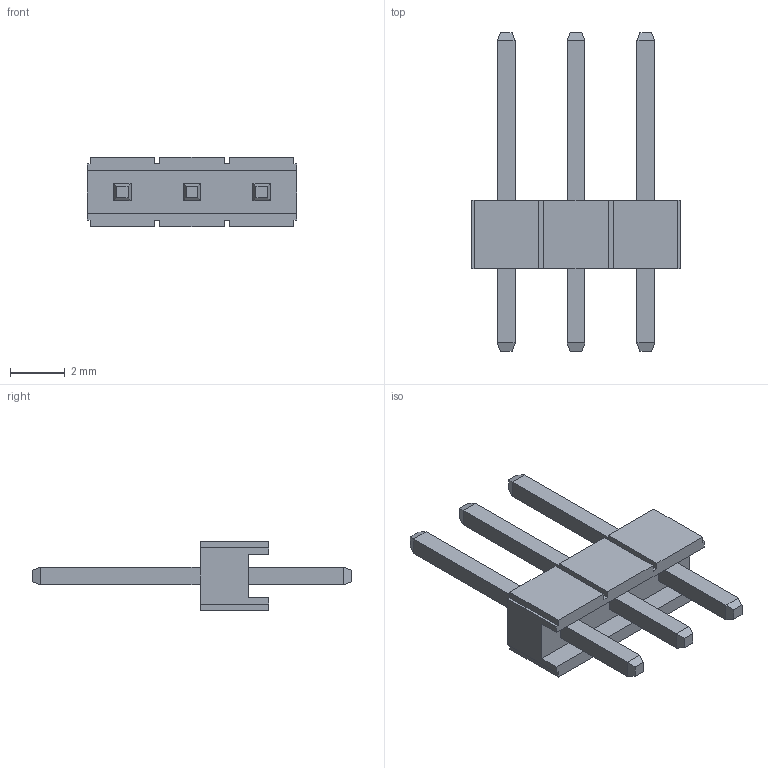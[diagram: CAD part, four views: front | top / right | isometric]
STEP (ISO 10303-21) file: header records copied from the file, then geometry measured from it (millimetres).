
FILE_DESCRIPTION (( 'STEP AP214' ), '1' );
FILE_NAME ('DS1021-1_3SF1-1.STEP', '2024-07-16T03:46:36', ( '' ), ( '' ), 'SwSTEP 2.0', 'SolidWorks 2021', '' );
FILE_SCHEMA (( 'AUTOMOTIVE_DESIGN' ));
Length unit declared in the file: millimetre
Products named in the file (1): DS1021-1_3SF1-1
Bounding box: 7.62 x 11.6 x 2.54 mm (x, y, z)
Volume: 50.7 mm3; surface area: 203.6 mm2
Topology: 4 solids, 4 shells, 88 faces, 216 edges, 136 vertices
Faces by surface type: plane 88
Entity records: 2889 total; most frequent: CARTESIAN_POINT 441, ORIENTED_EDGE 432, DIRECTION 394, VECTOR 216, LINE 216, EDGE_CURVE 216, VERTEX_POINT 136, EDGE_LOOP 94
